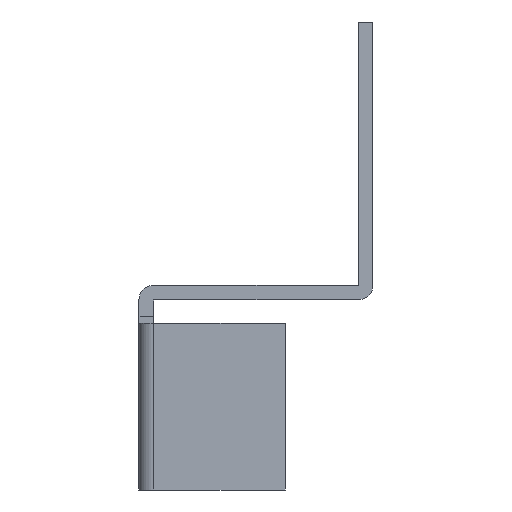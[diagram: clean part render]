
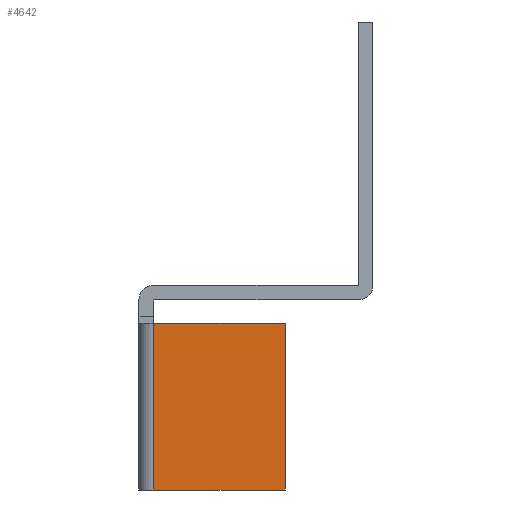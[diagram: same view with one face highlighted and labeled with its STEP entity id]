
A CAD part, left-side view. The second image highlights one B-rep face of the part: STEP entity #4642.
In plain terms, the highlighted planar face has unit normal (-1, 0, 0).
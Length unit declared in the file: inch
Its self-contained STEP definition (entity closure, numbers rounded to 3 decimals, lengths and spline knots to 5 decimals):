
#4378=CARTESIAN_POINT('',(5.53332,-4.35589,-1.36228));
#4379=VERTEX_POINT('',#4378);
#4389=CARTESIAN_POINT('',(5.53332,-4.35589,0.06272));
#4390=VERTEX_POINT('',#4389);
#4391=CARTESIAN_POINT('',(5.53332,-4.35589,-0.63517));
#4392=DIRECTION('',(0.,0.,-1.));
#4393=VECTOR('',#4392,1.);
#4394=LINE('',#4391,#4393);
#4395=EDGE_CURVE('',#4390,#4379,#4394,.T.);
#4589=CARTESIAN_POINT('',(5.53332,-5.47989,-1.36228));
#4590=VERTEX_POINT('',#4589);
#4597=CARTESIAN_POINT('',(5.53332,-4.85489,-1.36228));
#4598=DIRECTION('',(0.,1.,0.));
#4599=VECTOR('',#4598,39.37008);
#4600=LINE('',#4597,#4599);
#4601=EDGE_CURVE('',#4590,#4379,#4600,.T.);
#4619=ORIENTED_EDGE('',*,*,#4395,.T.);
#4620=ORIENTED_EDGE('',*,*,#4601,.F.);
#4621=CARTESIAN_POINT('',(5.53332,-5.47989,0.06272));
#4622=VERTEX_POINT('',#4621);
#4623=CARTESIAN_POINT('',(5.53332,-5.47989,-0.64978));
#4624=DIRECTION('',(0.,0.,-1.));
#4625=VECTOR('',#4624,39.37008);
#4626=LINE('',#4623,#4625);
#4627=EDGE_CURVE('',#4622,#4590,#4626,.T.);
#4628=ORIENTED_EDGE('',*,*,#4627,.F.);
#4629=CARTESIAN_POINT('',(5.53332,-4.85489,0.06272));
#4630=DIRECTION('',(0.,-1.,0.));
#4631=VECTOR('',#4630,39.37008);
#4632=LINE('',#4629,#4631);
#4633=EDGE_CURVE('',#4390,#4622,#4632,.T.);
#4634=ORIENTED_EDGE('',*,*,#4633,.F.);
#4635=EDGE_LOOP('',(#4619,#4620,#4628,#4634));
#4636=FACE_OUTER_BOUND('',#4635,.T.);
#4637=CARTESIAN_POINT('',(5.53332,-4.85489,-0.64978));
#4638=DIRECTION('',(1.,0.,0.));
#4639=DIRECTION('',(0.,-1.,0.));
#4640=AXIS2_PLACEMENT_3D('',#4637,#4638,#4639);
#4641=PLANE('',#4640);
#4642=ADVANCED_FACE('',(#4636),#4641,.F.);
